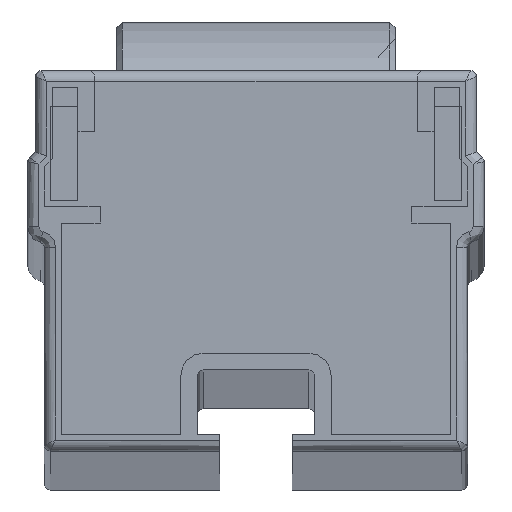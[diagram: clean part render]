
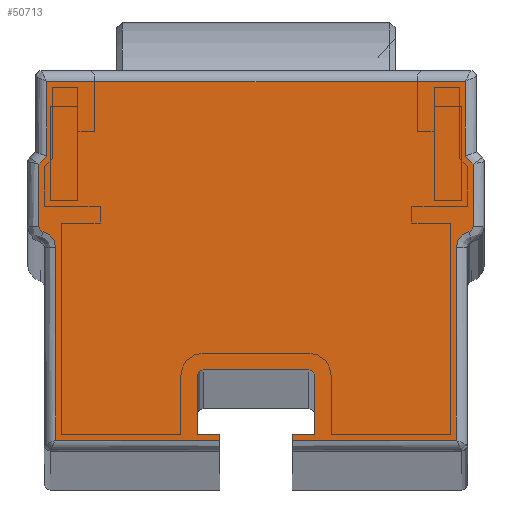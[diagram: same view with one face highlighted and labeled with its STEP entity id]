
A CAD part, top view. The second image highlights one B-rep face of the part: STEP entity #50713.
In plain terms, the highlighted planar face has unit normal (0, 0, 1).
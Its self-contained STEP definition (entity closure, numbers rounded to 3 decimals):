
#694=CIRCLE('',#53810,1.5);
#697=CIRCLE('',#53813,0.5);
#703=CIRCLE('',#53836,0.5);
#706=CIRCLE('',#53840,1.5);
#710=CIRCLE('',#53850,0.5);
#711=CIRCLE('',#53851,0.5);
#5010=FACE_OUTER_BOUND('',#7967,.T.);
#7967=EDGE_LOOP('',(#34018,#34019,#34020,#34021,#34022,#34023,#34024,#34025,
#34026,#34027,#34028,#34029,#34030,#34031,#34032,#34033,#34034,#34035,#34036,
#34037,#34038,#34039,#34040,#34041));
#11122=LINE('',#76965,#15897);
#11125=LINE('',#76974,#15900);
#11126=LINE('',#76996,#15901);
#11128=LINE('',#77070,#15903);
#11131=LINE('',#77076,#15906);
#11132=LINE('',#77078,#15907);
#11134=LINE('',#77082,#15909);
#11137=LINE('',#77088,#15912);
#11139=LINE('',#77094,#15914);
#11140=LINE('',#77116,#15915);
#11143=LINE('',#77123,#15918);
#11148=LINE('',#77136,#15923);
#11151=LINE('',#77142,#15926);
#11152=LINE('',#77144,#15927);
#11153=LINE('',#77146,#15928);
#11154=LINE('',#77150,#15929);
#11155=LINE('',#77154,#15930);
#11156=LINE('',#77155,#15931);
#15897=VECTOR('',#60073,10.);
#15900=VECTOR('',#60082,10.);
#15901=VECTOR('',#60099,10.);
#15903=VECTOR('',#60123,10.);
#15906=VECTOR('',#60130,10.);
#15907=VECTOR('',#60133,10.);
#15909=VECTOR('',#60137,10.);
#15912=VECTOR('',#60144,10.);
#15914=VECTOR('',#60150,10.);
#15915=VECTOR('',#60167,10.);
#15918=VECTOR('',#60174,10.);
#15923=VECTOR('',#60187,10.);
#15926=VECTOR('',#60192,10.);
#15927=VECTOR('',#60193,10.);
#15928=VECTOR('',#60194,10.);
#15929=VECTOR('',#60197,10.);
#15930=VECTOR('',#60200,10.);
#15931=VECTOR('',#60201,10.);
#20644=VERTEX_POINT('',#76869);
#20648=VERTEX_POINT('',#76897);
#20651=VERTEX_POINT('',#76923);
#20655=VERTEX_POINT('',#76956);
#20658=VERTEX_POINT('',#76964);
#20661=VERTEX_POINT('',#76972);
#20663=VERTEX_POINT('',#76977);
#20665=VERTEX_POINT('',#76991);
#20668=VERTEX_POINT('',#77026);
#20673=VERTEX_POINT('',#77061);
#20676=VERTEX_POINT('',#77069);
#20678=VERTEX_POINT('',#77081);
#20681=VERTEX_POINT('',#77092);
#20683=VERTEX_POINT('',#77105);
#20685=VERTEX_POINT('',#77111);
#20687=VERTEX_POINT('',#77121);
#20691=VERTEX_POINT('',#77135);
#20693=VERTEX_POINT('',#77141);
#20694=VERTEX_POINT('',#77143);
#20695=VERTEX_POINT('',#77145);
#20696=VERTEX_POINT('',#77147);
#20697=VERTEX_POINT('',#77149);
#20698=VERTEX_POINT('',#77151);
#20699=VERTEX_POINT('',#77153);
#25908=EDGE_CURVE('',#20655,#20658,#11122,.T.);
#25913=EDGE_CURVE('',#20661,#20655,#11125,.T.);
#25915=EDGE_CURVE('',#20663,#20661,#694,.T.);
#25918=EDGE_CURVE('',#20665,#20663,#697,.T.);
#25920=EDGE_CURVE('',#20651,#20665,#11126,.T.);
#25932=EDGE_CURVE('',#20673,#20676,#11128,.T.);
#25936=EDGE_CURVE('',#20676,#20651,#11131,.T.);
#25937=EDGE_CURVE('',#20668,#20673,#11132,.T.);
#25939=EDGE_CURVE('',#20648,#20678,#11134,.T.);
#25943=EDGE_CURVE('',#20678,#20668,#11137,.T.);
#25946=EDGE_CURVE('',#20681,#20648,#11139,.T.);
#25948=EDGE_CURVE('',#20683,#20681,#703,.T.);
#25951=EDGE_CURVE('',#20685,#20683,#706,.T.);
#25953=EDGE_CURVE('',#20644,#20685,#11140,.T.);
#25957=EDGE_CURVE('',#20687,#20644,#11143,.T.);
#25963=EDGE_CURVE('',#20691,#20658,#11148,.T.);
#25966=EDGE_CURVE('',#20687,#20693,#11151,.T.);
#25967=EDGE_CURVE('',#20693,#20694,#11152,.T.);
#25968=EDGE_CURVE('',#20694,#20695,#11153,.T.);
#25969=EDGE_CURVE('',#20695,#20696,#710,.T.);
#25970=EDGE_CURVE('',#20696,#20697,#11154,.T.);
#25971=EDGE_CURVE('',#20697,#20698,#711,.T.);
#25972=EDGE_CURVE('',#20698,#20699,#11155,.T.);
#25973=EDGE_CURVE('',#20699,#20691,#11156,.T.);
#34018=ORIENTED_EDGE('',*,*,#25908,.F.);
#34019=ORIENTED_EDGE('',*,*,#25913,.F.);
#34020=ORIENTED_EDGE('',*,*,#25915,.F.);
#34021=ORIENTED_EDGE('',*,*,#25918,.F.);
#34022=ORIENTED_EDGE('',*,*,#25920,.F.);
#34023=ORIENTED_EDGE('',*,*,#25936,.F.);
#34024=ORIENTED_EDGE('',*,*,#25932,.F.);
#34025=ORIENTED_EDGE('',*,*,#25937,.F.);
#34026=ORIENTED_EDGE('',*,*,#25943,.F.);
#34027=ORIENTED_EDGE('',*,*,#25939,.F.);
#34028=ORIENTED_EDGE('',*,*,#25946,.F.);
#34029=ORIENTED_EDGE('',*,*,#25948,.F.);
#34030=ORIENTED_EDGE('',*,*,#25951,.F.);
#34031=ORIENTED_EDGE('',*,*,#25953,.F.);
#34032=ORIENTED_EDGE('',*,*,#25957,.F.);
#34033=ORIENTED_EDGE('',*,*,#25966,.T.);
#34034=ORIENTED_EDGE('',*,*,#25967,.T.);
#34035=ORIENTED_EDGE('',*,*,#25968,.T.);
#34036=ORIENTED_EDGE('',*,*,#25969,.T.);
#34037=ORIENTED_EDGE('',*,*,#25970,.T.);
#34038=ORIENTED_EDGE('',*,*,#25971,.T.);
#34039=ORIENTED_EDGE('',*,*,#25972,.T.);
#34040=ORIENTED_EDGE('',*,*,#25973,.T.);
#34041=ORIENTED_EDGE('',*,*,#25963,.T.);
#49255=PLANE('',#53849);
#50713=ADVANCED_FACE('',(#5010),#49255,.T.);
#53810=AXIS2_PLACEMENT_3D('',#76979,#60087,#60088);
#53813=AXIS2_PLACEMENT_3D('',#76993,#60093,#60094);
#53836=AXIS2_PLACEMENT_3D('',#77107,#60153,#60154);
#53840=AXIS2_PLACEMENT_3D('',#77113,#60161,#60162);
#53849=AXIS2_PLACEMENT_3D('',#77140,#60190,#60191);
#53850=AXIS2_PLACEMENT_3D('',#77148,#60195,#60196);
#53851=AXIS2_PLACEMENT_3D('',#77152,#60198,#60199);
#60073=DIRECTION('',(-1.,0.,0.));
#60082=DIRECTION('',(0.,-1.,0.));
#60087=DIRECTION('center_axis',(0.,0.,1.));
#60088=DIRECTION('ref_axis',(-0.791,0.612,0.));
#60093=DIRECTION('center_axis',(0.,0.,-1.));
#60094=DIRECTION('ref_axis',(0.791,-0.612,0.));
#60099=DIRECTION('',(0.,-1.,0.));
#60123=DIRECTION('',(0.,-1.,0.));
#60130=DIRECTION('',(0.707,-0.707,0.));
#60133=DIRECTION('',(1.,0.,0.));
#60137=DIRECTION('',(0.707,0.707,0.));
#60144=DIRECTION('',(0.,1.,0.));
#60150=DIRECTION('',(0.,1.,0.));
#60153=DIRECTION('center_axis',(0.,0.,-1.));
#60154=DIRECTION('ref_axis',(-0.791,-0.612,0.));
#60161=DIRECTION('center_axis',(0.,0.,1.));
#60162=DIRECTION('ref_axis',(0.791,0.612,0.));
#60167=DIRECTION('',(0.,1.,0.));
#60174=DIRECTION('',(-1.,0.,0.));
#60187=DIRECTION('',(0.,-1.,0.));
#60190=DIRECTION('center_axis',(0.,0.,1.));
#60191=DIRECTION('ref_axis',(1.,0.,0.));
#60192=DIRECTION('',(0.,1.,0.));
#60193=DIRECTION('',(-1.,0.,0.));
#60194=DIRECTION('',(0.,1.,0.));
#60195=DIRECTION('center_axis',(0.,0.,-1.));
#60196=DIRECTION('ref_axis',(0.,1.,0.));
#60197=DIRECTION('',(1.,0.,0.));
#60198=DIRECTION('center_axis',(0.,0.,-1.));
#60199=DIRECTION('ref_axis',(1.,0.,0.));
#60200=DIRECTION('',(0.,-1.,0.));
#60201=DIRECTION('',(-1.,0.,0.));
#76869=CARTESIAN_POINT('',(-20.764,-17.118,1000.));
#76897=CARTESIAN_POINT('',(-22.264,7.667,1000.));
#76923=CARTESIAN_POINT('',(16.736,7.667,1000.));
#76956=CARTESIAN_POINT('',(15.236,-17.118,1000.));
#76964=CARTESIAN_POINT('',(0.486,-17.118,1000.));
#76965=CARTESIAN_POINT('',(-1.139,-17.118,1000.));
#76972=CARTESIAN_POINT('',(15.236,0.145,1000.));
#76974=CARTESIAN_POINT('',(15.236,-9.955,1000.));
#76977=CARTESIAN_POINT('',(16.361,1.598,1000.));
#76979=CARTESIAN_POINT('Origin',(16.736,0.145,1000.));
#76991=CARTESIAN_POINT('',(16.736,2.082,1000.));
#76993=CARTESIAN_POINT('Origin',(16.236,2.082,1000.));
#76996=CARTESIAN_POINT('',(16.736,-0.105,1000.));
#77026=CARTESIAN_POINT('',(-21.564,15.082,1000.));
#77061=CARTESIAN_POINT('',(16.036,15.082,1000.));
#77069=CARTESIAN_POINT('',(16.036,8.367,1000.));
#77070=CARTESIAN_POINT('',(16.036,3.245,1000.));
#77076=CARTESIAN_POINT('',(14.424,9.98,1000.));
#77078=CARTESIAN_POINT('',(6.886,15.082,1000.));
#77081=CARTESIAN_POINT('',(-21.564,8.367,1000.));
#77082=CARTESIAN_POINT('',(-19.675,10.256,1000.));
#77088=CARTESIAN_POINT('',(-21.564,6.645,1000.));
#77092=CARTESIAN_POINT('',(-22.264,2.082,1000.));
#77094=CARTESIAN_POINT('',(-22.264,2.792,1000.));
#77105=CARTESIAN_POINT('',(-21.889,1.598,1000.));
#77107=CARTESIAN_POINT('Origin',(-21.764,2.082,1000.));
#77111=CARTESIAN_POINT('',(-20.764,0.145,1000.));
#77113=CARTESIAN_POINT('Origin',(-22.264,0.145,1000.));
#77116=CARTESIAN_POINT('',(-20.764,-1.073,1000.));
#77121=CARTESIAN_POINT('',(-6.014,-17.118,1000.));
#77123=CARTESIAN_POINT('',(-12.014,-17.118,1000.));
#77135=CARTESIAN_POINT('',(0.486,-16.618,1000.));
#77136=CARTESIAN_POINT('',(0.486,-18.118,1000.));
#77140=CARTESIAN_POINT('Origin',(-2.764,-2.291,1000.));
#77141=CARTESIAN_POINT('',(-6.014,-16.618,1000.));
#77142=CARTESIAN_POINT('',(-6.014,-16.618,1000.));
#77143=CARTESIAN_POINT('',(-8.014,-16.618,1000.));
#77144=CARTESIAN_POINT('',(-8.014,-16.618,1000.));
#77145=CARTESIAN_POINT('',(-8.014,-11.318,1000.));
#77146=CARTESIAN_POINT('',(-8.014,-11.318,1000.));
#77147=CARTESIAN_POINT('',(-7.514,-10.818,1000.));
#77148=CARTESIAN_POINT('Origin',(-7.514,-11.318,1000.));
#77149=CARTESIAN_POINT('',(1.986,-10.818,1000.));
#77150=CARTESIAN_POINT('',(1.986,-10.818,1000.));
#77151=CARTESIAN_POINT('',(2.486,-11.318,1000.));
#77152=CARTESIAN_POINT('Origin',(1.986,-11.318,1000.));
#77153=CARTESIAN_POINT('',(2.486,-16.618,1000.));
#77154=CARTESIAN_POINT('',(2.486,-16.618,1000.));
#77155=CARTESIAN_POINT('',(0.486,-16.618,1000.));
